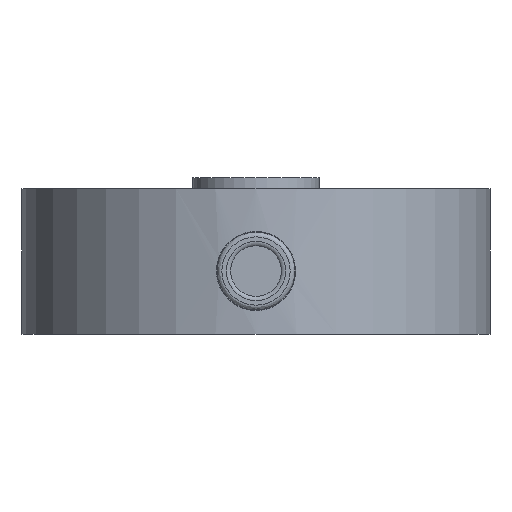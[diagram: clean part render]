
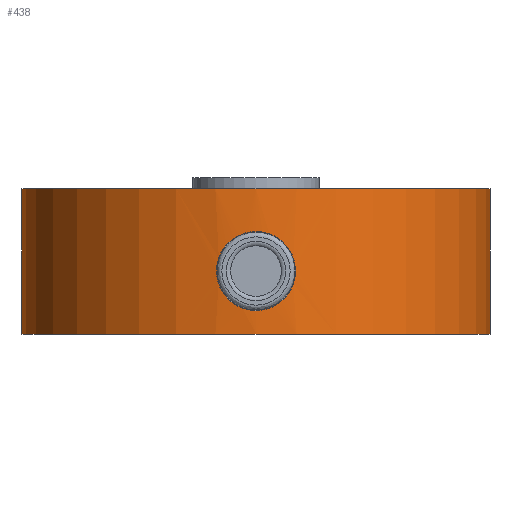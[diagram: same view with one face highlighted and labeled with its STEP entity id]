
A CAD part, front view. The second image highlights one B-rep face of the part: STEP entity #438.
In plain terms, the highlighted cylindrical face has radius 9.398 mm (diameter 18.796 mm), a full revolution.
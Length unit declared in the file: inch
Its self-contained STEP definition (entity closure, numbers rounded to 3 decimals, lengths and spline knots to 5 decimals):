
#349=CARTESIAN_POINT('',(0.0,-0.015,1.375));
#350=DIRECTION('',(0.0,1.0,0.0));
#351=DIRECTION('',(1.0,0.0,0.0));
#352=AXIS2_PLACEMENT_3D('',#349,#350,#351);
#353=CYLINDRICAL_SURFACE('',#352,0.37);
#354=CARTESIAN_POINT('',(-0.37,-0.13,1.375));
#355=VERTEX_POINT('',#354);
#356=CARTESIAN_POINT('',(0.0,-0.13,1.375));
#357=DIRECTION('',(0.0,1.0,0.0));
#358=DIRECTION('',(1.0,0.0,0.0));
#359=AXIS2_PLACEMENT_3D('',#356,#357,#358);
#360=CIRCLE('',#359,0.37);
#361=EDGE_CURVE('',#355,#355,#360,.T.);
#362=ORIENTED_EDGE('',*,*,#361,.T.);
#363=EDGE_LOOP('',(#362));
#364=FACE_OUTER_BOUND('',#363,.T.);
#365=CARTESIAN_POINT('',(0.0,0.0625,1.005));
#366=VERTEX_POINT('',#365);
#367=CARTESIAN_POINT('',(-0.0625,0.,1.01032));
#368=VERTEX_POINT('',#367);
#369=CARTESIAN_POINT('',(0.0,0.0625,1.005));
#370=CARTESIAN_POINT('',(-0.00786,0.0625,1.005));
#371=CARTESIAN_POINT('',(-0.01624,0.06093,1.00528));
#372=CARTESIAN_POINT('',(-0.03164,0.05454,1.00627));
#373=CARTESIAN_POINT('',(-0.03865,0.04973,1.00698));
#374=CARTESIAN_POINT('',(-0.04973,0.03865,1.00832));
#375=CARTESIAN_POINT('',(-0.05454,0.03164,1.00903));
#376=CARTESIAN_POINT('',(-0.06093,0.01624,1.01004));
#377=CARTESIAN_POINT('',(-0.0625,0.00786,1.01032));
#378=CARTESIAN_POINT('',(-0.0625,0.,1.01032));
#379=B_SPLINE_CURVE_WITH_KNOTS('',3,(#369,#370,#371,#372,#373,#374,#375,#376,#377,#378),.UNSPECIFIED.,.F.,.U.,(4,2,2,2,4),(0.09437,0.11796,0.14155,0.16514,0.18873),.UNSPECIFIED.);
#380=EDGE_CURVE('',#366,#368,#379,.T.);
#381=ORIENTED_EDGE('',*,*,#380,.T.);
#382=CARTESIAN_POINT('',(0.0,-0.0625,1.005));
#383=VERTEX_POINT('',#382);
#384=CARTESIAN_POINT('',(-0.0625,0.,1.01032));
#385=CARTESIAN_POINT('',(-0.0625,-0.00786,1.01032));
#386=CARTESIAN_POINT('',(-0.06093,-0.01624,1.01004));
#387=CARTESIAN_POINT('',(-0.05454,-0.03164,1.00903));
#388=CARTESIAN_POINT('',(-0.04973,-0.03865,1.00832));
#389=CARTESIAN_POINT('',(-0.03865,-0.04973,1.00698));
#390=CARTESIAN_POINT('',(-0.03164,-0.05454,1.00627));
#391=CARTESIAN_POINT('',(-0.01624,-0.06093,1.00528));
#392=CARTESIAN_POINT('',(-0.00786,-0.0625,1.005));
#393=CARTESIAN_POINT('',(0.0,-0.0625,1.005));
#394=B_SPLINE_CURVE_WITH_KNOTS('',3,(#384,#385,#386,#387,#388,#389,#390,#391,#392,#393),.UNSPECIFIED.,.F.,.U.,(4,2,2,2,4),(0.18873,0.21232,0.23592,0.25951,0.2831),.UNSPECIFIED.);
#395=EDGE_CURVE('',#368,#383,#394,.T.);
#396=ORIENTED_EDGE('',*,*,#395,.T.);
#397=CARTESIAN_POINT('',(0.0625,0.,1.01032));
#398=VERTEX_POINT('',#397);
#399=CARTESIAN_POINT('',(0.0,-0.0625,1.005));
#400=CARTESIAN_POINT('',(0.00786,-0.0625,1.005));
#401=CARTESIAN_POINT('',(0.01624,-0.06093,1.00528));
#402=CARTESIAN_POINT('',(0.03164,-0.05454,1.00627));
#403=CARTESIAN_POINT('',(0.03865,-0.04973,1.00698));
#404=CARTESIAN_POINT('',(0.04973,-0.03865,1.00832));
#405=CARTESIAN_POINT('',(0.05454,-0.03164,1.00903));
#406=CARTESIAN_POINT('',(0.06093,-0.01624,1.01004));
#407=CARTESIAN_POINT('',(0.0625,-0.00786,1.01032));
#408=CARTESIAN_POINT('',(0.0625,0.,1.01032));
#409=B_SPLINE_CURVE_WITH_KNOTS('',3,(#399,#400,#401,#402,#403,#404,#405,#406,#407,#408),.UNSPECIFIED.,.F.,.U.,(4,2,2,2,4),(0.2831,0.30669,0.33028,0.35387,0.37747),.UNSPECIFIED.);
#410=EDGE_CURVE('',#383,#398,#409,.T.);
#411=ORIENTED_EDGE('',*,*,#410,.T.);
#412=CARTESIAN_POINT('',(0.0625,0.,1.01032));
#413=CARTESIAN_POINT('',(0.0625,0.00786,1.01032));
#414=CARTESIAN_POINT('',(0.06093,0.01624,1.01004));
#415=CARTESIAN_POINT('',(0.05454,0.03164,1.00903));
#416=CARTESIAN_POINT('',(0.04973,0.03865,1.00832));
#417=CARTESIAN_POINT('',(0.03865,0.04973,1.00698));
#418=CARTESIAN_POINT('',(0.03164,0.05454,1.00627));
#419=CARTESIAN_POINT('',(0.01624,0.06093,1.00528));
#420=CARTESIAN_POINT('',(0.00786,0.0625,1.005));
#421=CARTESIAN_POINT('',(0.0,0.0625,1.005));
#422=B_SPLINE_CURVE_WITH_KNOTS('',3,(#412,#413,#414,#415,#416,#417,#418,#419,#420,#421),.UNSPECIFIED.,.F.,.U.,(4,2,2,2,4),(0.37747,0.40106,0.42465,0.44824,0.47183),.UNSPECIFIED.);
#423=EDGE_CURVE('',#398,#366,#422,.T.);
#424=ORIENTED_EDGE('',*,*,#423,.T.);
#425=EDGE_LOOP('',(#381,#396,#411,#424));
#426=FACE_BOUND('',#425,.T.);
#427=CARTESIAN_POINT('',(-0.37,0.1,1.375));
#428=VERTEX_POINT('',#427);
#429=CARTESIAN_POINT('',(0.0,0.1,1.375));
#430=DIRECTION('',(0.0,1.0,0.0));
#431=DIRECTION('',(1.0,0.0,0.0));
#432=AXIS2_PLACEMENT_3D('',#429,#430,#431);
#433=CIRCLE('',#432,0.37);
#434=EDGE_CURVE('',#428,#428,#433,.T.);
#435=ORIENTED_EDGE('',*,*,#434,.F.);
#436=EDGE_LOOP('',(#435));
#437=FACE_BOUND('',#436,.T.);
#438=ADVANCED_FACE('',(#364,#426,#437),#353,.T.);
